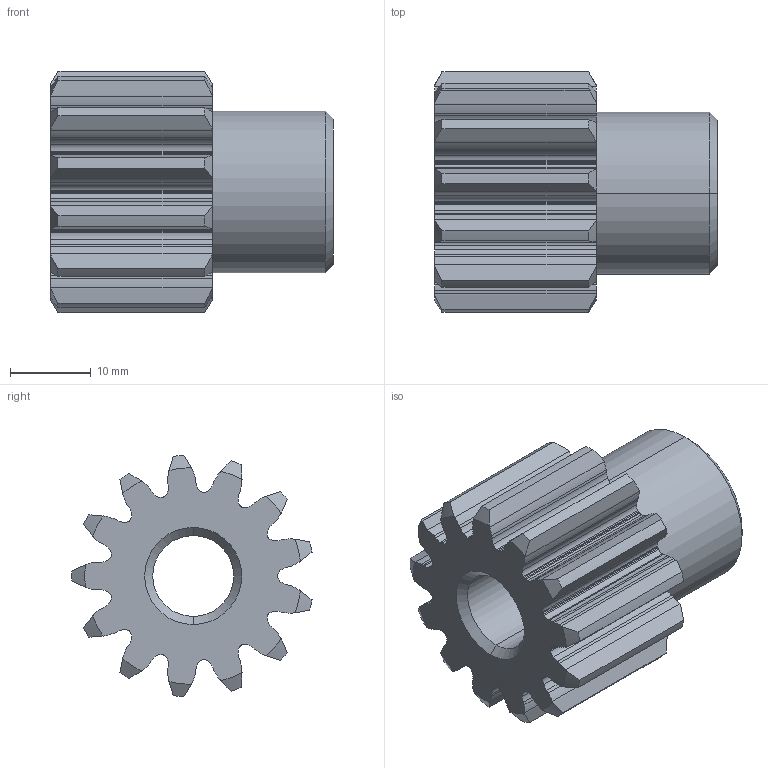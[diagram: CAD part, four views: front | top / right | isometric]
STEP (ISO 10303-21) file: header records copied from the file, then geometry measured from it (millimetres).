
FILE_DESCRIPTION(('HOOPS Exchange Step'),'2;1');
FILE_NAME('export-CAFF1565-A4D5-4F67-8970-CE4C3BC13372.stp','2024-06-28T18:02:54+02:00',('Engineering'),('Alibre'),'HOOPS Exchange 2023.0','Alibre','Unknown authorisation');
FILE_SCHEMA( ('AP242_MANAGED_MODEL_BASED_3D_ENGINEERING_MIM_LF {1 0 10303 442 1 1 4 }') );
Length unit declared in the file: millimetre
Products named in the file (1): 4738 Module 2 Pinion, with 13 teeth
Bounding box: 35 x 29.71 x 29.91 mm (x, y, z)
Volume: 12254.5 mm3; surface area: 5931.9 mm2
Topology: 1 solids, 1 shells, 239 faces, 702 edges, 466 vertices
Faces by surface type: cylinder 204, cone 32, plane 3
Entity records: 8303 total; most frequent: CARTESIAN_POINT 1577, DIRECTION 1564, ORIENTED_EDGE 1404, EDGE_CURVE 702, AXIS2_PLACEMENT_3D 677, VERTEX_POINT 466, CIRCLE 436, EDGE_LOOP 242
